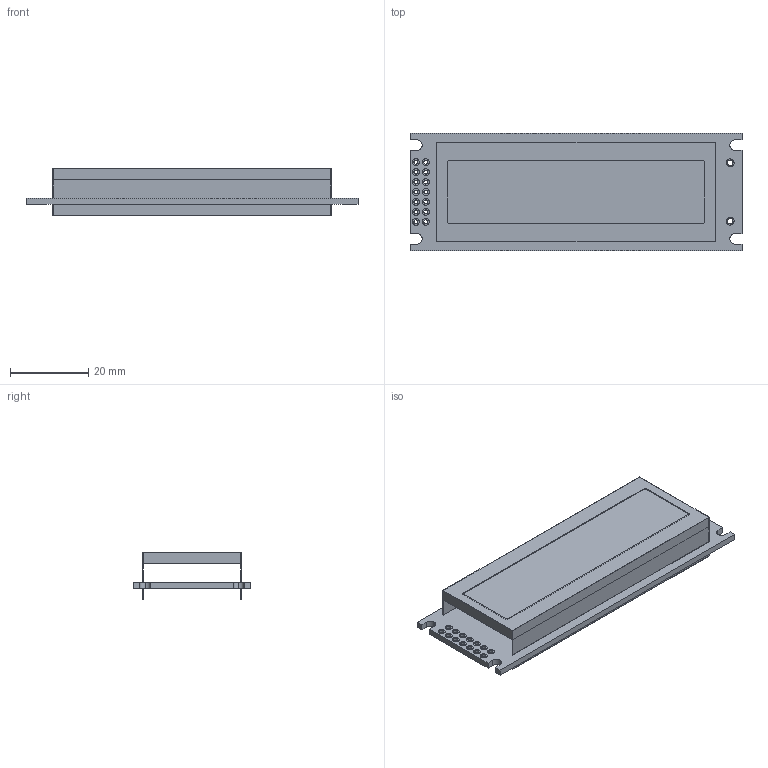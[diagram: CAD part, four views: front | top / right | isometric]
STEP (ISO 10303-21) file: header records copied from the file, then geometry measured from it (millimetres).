
FILE_DESCRIPTION(('FreeCAD Model'),'2;1');
FILE_NAME('ERM1602DNS-2.1.step','2021-04-25T00:20:50',( 'Author'),(''),'Open CASCADE STEP processor 7.3','FreeCAD','Unknown' );
FILE_SCHEMA(('AUTOMOTIVE_DESIGN_CC2 { 1 2 10303 214 -1 1 5 4 }'));
Length unit declared in the file: millimetre
Products named in the file (1): Matrix_Union027
Bounding box: 85 x 30 x 12.2 mm (x, y, z)
Volume: 6254.3 mm3; surface area: 12946 mm2
Topology: 17 solids, 17 shells, 178 faces, 412 edges, 272 vertices
Faces by surface type: plane 124, cylinder 54
Full cylindrical faces by diameter (mm): 1 x14, 1.4 x2, 1.78 x14, 1.8 x14, 1.98 x2, 2 x2
Entity records: 11490 total; most frequent: CARTESIAN_POINT 1955, DIRECTION 1434, ORIENTED_EDGE 824, PCURVE 824, DEFINITIONAL_REPRESENTATION 824, LINE 752, VECTOR 752, EDGE_CURVE 412
